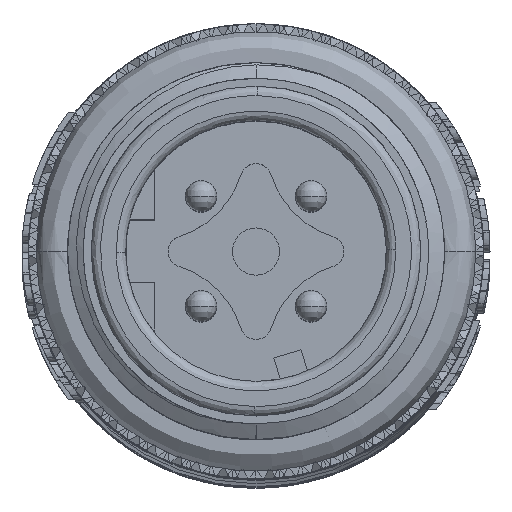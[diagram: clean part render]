
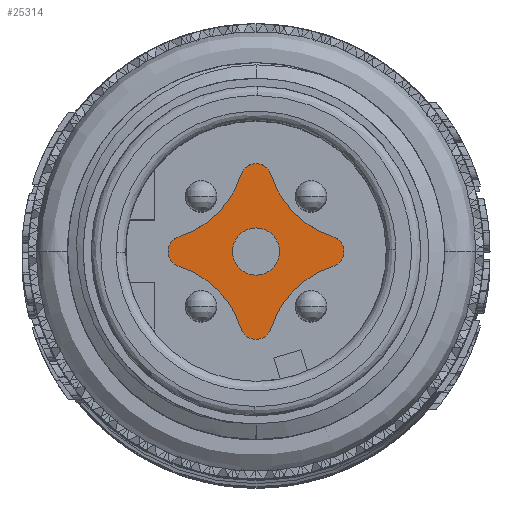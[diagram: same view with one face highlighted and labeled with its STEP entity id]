
A CAD part, top view. The second image highlights one B-rep face of the part: STEP entity #25314.
In plain terms, the highlighted face is planar.
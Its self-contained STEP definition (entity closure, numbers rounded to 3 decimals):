
#223 = CARTESIAN_POINT ( 'NONE',  ( -0.477, -2.449, -3.5 ) ) ;
#1513 = DIRECTION ( 'NONE',  ( 0., 0., -1. ) ) ;
#4094 = DIRECTION ( 'NONE',  ( -1., 0., 0. ) ) ;
#5004 = ORIENTED_EDGE ( 'NONE', *, *, #112562, .T. ) ;
#6864 = EDGE_CURVE ( 'NONE', #102427, #50986, #21354, .T. ) ;
#9761 = VERTEX_POINT ( 'NONE', #223 ) ;
#10713 = VERTEX_POINT ( 'NONE', #80208 ) ;
#13341 = CARTESIAN_POINT ( 'NONE',  ( -3.341, -3.341, -3.5 ) ) ;
#13798 = DIRECTION ( 'NONE',  ( 0., 0., -1. ) ) ;
#20165 = DIRECTION ( 'NONE',  ( 0., 0., -1. ) ) ;
#21220 = DIRECTION ( 'NONE',  ( 0., 0., -1. ) ) ;
#21354 = CIRCLE ( 'NONE', #94475, 3. ) ;
#22003 = AXIS2_PLACEMENT_3D ( 'NONE', #13341, #80302, #22995 ) ;
#22470 = VERTEX_POINT ( 'NONE', #37852 ) ;
#22995 = DIRECTION ( 'NONE',  ( -1., 0., 0. ) ) ;
#23537 = EDGE_CURVE ( 'NONE', #10713, #115839, #27310, .T. ) ;
#25314 = ADVANCED_FACE ( 'NONE', ( #63305, #37844 ), #86908, .T. ) ;
#25959 = AXIS2_PLACEMENT_3D ( 'NONE', #103887, #46608, #113476 ) ;
#26957 = CARTESIAN_POINT ( 'NONE',  ( -0.477, 2.449, -3.5 ) ) ;
#27310 = CIRCLE ( 'NONE', #25959, 0.5 ) ;
#28660 = AXIS2_PLACEMENT_3D ( 'NONE', #92772, #35411, #102381 ) ;
#28923 = CARTESIAN_POINT ( 'NONE',  ( -2.449, 0.477, -3.5 ) ) ;
#32761 = ORIENTED_EDGE ( 'NONE', *, *, #106447, .T. ) ;
#35411 = DIRECTION ( 'NONE',  ( 0., 0., -1. ) ) ;
#35447 = EDGE_LOOP ( 'NONE', ( #64984, #99393 ) ) ;
#35842 = CIRCLE ( 'NONE', #71138, 3. ) ;
#35908 = AXIS2_PLACEMENT_3D ( 'NONE', #77455, #20165, #87116 ) ;
#37844 = FACE_OUTER_BOUND ( 'NONE', #122411, .T. ) ;
#37852 = CARTESIAN_POINT ( 'NONE',  ( -0.75, 0., -3.5 ) ) ;
#40860 = DIRECTION ( 'NONE',  ( 0., 0., 1. ) ) ;
#40871 = CARTESIAN_POINT ( 'NONE',  ( 0., -2.3, -3.5 ) ) ;
#42500 = AXIS2_PLACEMENT_3D ( 'NONE', #109667, #52351, #119244 ) ;
#43374 = CARTESIAN_POINT ( 'NONE',  ( 3.341, 3.341, -3.5 ) ) ;
#44698 = CARTESIAN_POINT ( 'NONE',  ( 0.477, 2.449, -3.5 ) ) ;
#45106 = EDGE_CURVE ( 'NONE', #22470, #53401, #122620, .T. ) ;
#46608 = DIRECTION ( 'NONE',  ( 0., 0., -1. ) ) ;
#46735 = AXIS2_PLACEMENT_3D ( 'NONE', #58858, #1513, #68517 ) ;
#46975 = VERTEX_POINT ( 'NONE', #72016 ) ;
#47352 = CIRCLE ( 'NONE', #42500, 0.75 ) ;
#50514 = DIRECTION ( 'NONE',  ( -1., 0., 0. ) ) ;
#50986 = VERTEX_POINT ( 'NONE', #44698 ) ;
#52351 = DIRECTION ( 'NONE',  ( 0., 0., 1. ) ) ;
#52986 = DIRECTION ( 'NONE',  ( -1., 0., 0. ) ) ;
#53154 = AXIS2_PLACEMENT_3D ( 'NONE', #78511, #21220, #88158 ) ;
#53401 = VERTEX_POINT ( 'NONE', #112090 ) ;
#56599 = CIRCLE ( 'NONE', #62863, 0.5 ) ;
#56766 = VERTEX_POINT ( 'NONE', #28923 ) ;
#56874 = EDGE_CURVE ( 'NONE', #46975, #96365, #35842, .T. ) ;
#58858 = CARTESIAN_POINT ( 'NONE',  ( 0., 0., -3.5 ) ) ;
#61445 = DIRECTION ( 'NONE',  ( 0., 0., -1. ) ) ;
#62863 = AXIS2_PLACEMENT_3D ( 'NONE', #118790, #61445, #4094 ) ;
#63305 = FACE_BOUND ( 'NONE', #35447, .T. ) ;
#64984 = ORIENTED_EDGE ( 'NONE', *, *, #45106, .T. ) ;
#66420 = EDGE_CURVE ( 'NONE', #10713, #9761, #115621, .T. ) ;
#66891 = VERTEX_POINT ( 'NONE', #26957 ) ;
#68517 = DIRECTION ( 'NONE',  ( -1., 0., 0. ) ) ;
#68786 = EDGE_CURVE ( 'NONE', #66891, #50986, #70650, .T. ) ;
#69336 = CIRCLE ( 'NONE', #28660, 0.5 ) ;
#70650 = CIRCLE ( 'NONE', #35908, 0.5 ) ;
#71138 = AXIS2_PLACEMENT_3D ( 'NONE', #71168, #13798, #80759 ) ;
#71168 = CARTESIAN_POINT ( 'NONE',  ( 3.341, -3.341, -3.5 ) ) ;
#72016 = CARTESIAN_POINT ( 'NONE',  ( 0.477, -2.449, -3.5 ) ) ;
#73919 = ORIENTED_EDGE ( 'NONE', *, *, #117340, .T. ) ;
#77421 = ORIENTED_EDGE ( 'NONE', *, *, #66420, .F. ) ;
#77455 = CARTESIAN_POINT ( 'NONE',  ( 0., 2.3, -3.5 ) ) ;
#78490 = CARTESIAN_POINT ( 'NONE',  ( 2.449, 0.477, -3.5 ) ) ;
#78511 = CARTESIAN_POINT ( 'NONE',  ( -3.341, 3.341, -3.5 ) ) ;
#80208 = CARTESIAN_POINT ( 'NONE',  ( -2.449, -0.477, -3.5 ) ) ;
#80302 = DIRECTION ( 'NONE',  ( 0., 0., -1. ) ) ;
#80759 = DIRECTION ( 'NONE',  ( -1., 0., 0. ) ) ;
#81803 = EDGE_CURVE ( 'NONE', #53401, #22470, #47352, .T. ) ;
#86319 = ORIENTED_EDGE ( 'NONE', *, *, #6864, .F. ) ;
#86908 = PLANE ( 'NONE',  #46735 ) ;
#87116 = DIRECTION ( 'NONE',  ( -1., 0., 0. ) ) ;
#87669 = CIRCLE ( 'NONE', #53154, 3. ) ;
#88158 = DIRECTION ( 'NONE',  ( -1., 0., 0. ) ) ;
#89492 = CARTESIAN_POINT ( 'NONE',  ( 2.449, -0.477, -3.5 ) ) ;
#92772 = CARTESIAN_POINT ( 'NONE',  ( -2.3, 0., -3.5 ) ) ;
#94475 = AXIS2_PLACEMENT_3D ( 'NONE', #43374, #110287, #52986 ) ;
#94543 = CARTESIAN_POINT ( 'NONE',  ( -2.8, 0., -3.5 ) ) ;
#96365 = VERTEX_POINT ( 'NONE', #89492 ) ;
#98171 = CARTESIAN_POINT ( 'NONE',  ( 0., 0., -3.5 ) ) ;
#98965 = AXIS2_PLACEMENT_3D ( 'NONE', #98171, #40860, #107774 ) ;
#99393 = ORIENTED_EDGE ( 'NONE', *, *, #81803, .T. ) ;
#99418 = CIRCLE ( 'NONE', #113233, 0.5 ) ;
#102381 = DIRECTION ( 'NONE',  ( -1., 0., 0. ) ) ;
#102427 = VERTEX_POINT ( 'NONE', #78490 ) ;
#102871 = ORIENTED_EDGE ( 'NONE', *, *, #103255, .F. ) ;
#103255 = EDGE_CURVE ( 'NONE', #66891, #56766, #87669, .T. ) ;
#103887 = CARTESIAN_POINT ( 'NONE',  ( -2.3, 0., -3.5 ) ) ;
#104100 = ORIENTED_EDGE ( 'NONE', *, *, #56874, .F. ) ;
#106447 = EDGE_CURVE ( 'NONE', #115839, #56766, #69336, .T. ) ;
#107774 = DIRECTION ( 'NONE',  ( -1., 0., 0. ) ) ;
#107783 = DIRECTION ( 'NONE',  ( 0., 0., -1. ) ) ;
#109667 = CARTESIAN_POINT ( 'NONE',  ( 0., 0., -3.5 ) ) ;
#110287 = DIRECTION ( 'NONE',  ( 0., 0., -1. ) ) ;
#112053 = ORIENTED_EDGE ( 'NONE', *, *, #68786, .T. ) ;
#112090 = CARTESIAN_POINT ( 'NONE',  ( 0.75, 0., -3.5 ) ) ;
#112562 = EDGE_CURVE ( 'NONE', #102427, #96365, #56599, .T. ) ;
#113233 = AXIS2_PLACEMENT_3D ( 'NONE', #40871, #107783, #50514 ) ;
#113476 = DIRECTION ( 'NONE',  ( -1., 0., 0. ) ) ;
#115621 = CIRCLE ( 'NONE', #22003, 3. ) ;
#115839 = VERTEX_POINT ( 'NONE', #94543 ) ;
#117340 = EDGE_CURVE ( 'NONE', #46975, #9761, #99418, .T. ) ;
#118790 = CARTESIAN_POINT ( 'NONE',  ( 2.3, 0., -3.5 ) ) ;
#119244 = DIRECTION ( 'NONE',  ( -1., 0., 0. ) ) ;
#122411 = EDGE_LOOP ( 'NONE', ( #86319, #5004, #104100, #73919, #77421, #122540, #32761, #102871, #112053 ) ) ;
#122540 = ORIENTED_EDGE ( 'NONE', *, *, #23537, .T. ) ;
#122620 = CIRCLE ( 'NONE', #98965, 0.75 ) ;
